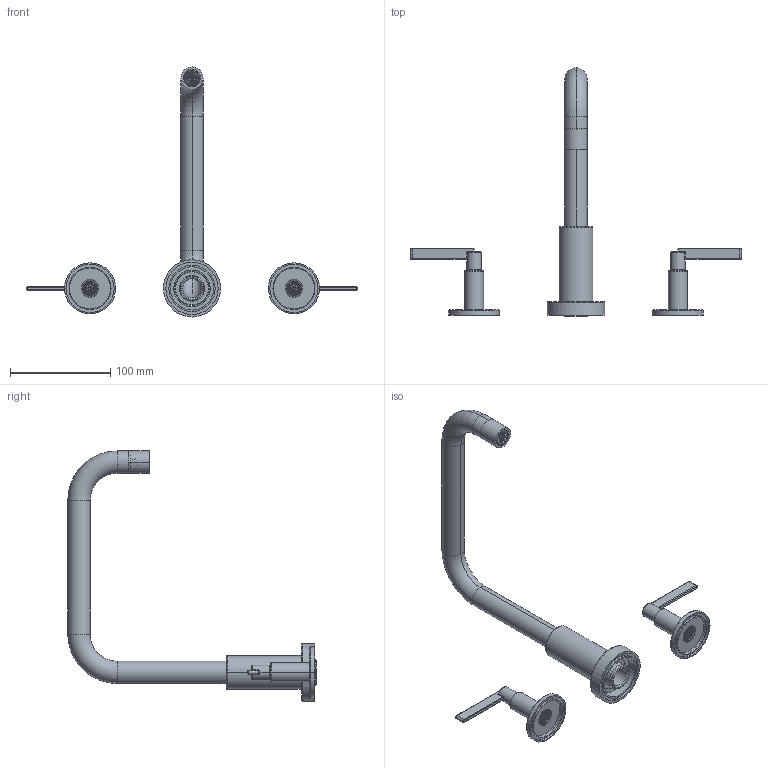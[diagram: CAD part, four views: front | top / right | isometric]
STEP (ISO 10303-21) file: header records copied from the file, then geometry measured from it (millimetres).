
FILE_DESCRIPTION((''),'2;1');
FILE_NAME('3-3326_ASM','2020-09-14T11:36:10',('jinson.thomas'),(''),'CREO PARAMETRIC BY PTC INC, 2018400','CREO PARAMETRIC BY PTC INC, 2018400','');
FILE_SCHEMA(('CONFIG_CONTROL_DESIGN'));
Length unit declared in the file: inch
Products named in the file (16): 13539; 20-571_ASM; 13540; 13139; 20-572_ASM; 10913; 91330; 2-403_ASM; 3-725_ASM; 13532; 20-565_ASM; 13533; 13534; 20-566_ASM; 3-721_ASM; 3-3326_ASM
Assembly tree (16 placements, depth 4):
  3-3326_ASM
    3-725_ASM
      20-571_ASM
        13539
      20-572_ASM
        13540
        13139
      2-403_ASM
        10913
        91330
    3-721_ASM  x2
      20-565_ASM
        13532
      20-566_ASM
        13533
        13534
Bounding box: 330.2 x 247.59 x 249.24 mm (x, y, z)
Volume: 136524.9 mm3; surface area: 106900.8 mm2
Topology: 11 solids, 11 shells, 589 faces, 1529 edges, 972 vertices
Faces by surface type: cylinder 275, plane 184, bspline 57, cone 37, torus 36
Entity records: 20624 total; most frequent: CARTESIAN_POINT 10701, ORIENTED_EDGE 2042, DIRECTION 2012, EDGE_CURVE 1021, AXIS2_PLACEMENT_3D 777, VERTEX_POINT 650, VECTOR 458, LINE 458
